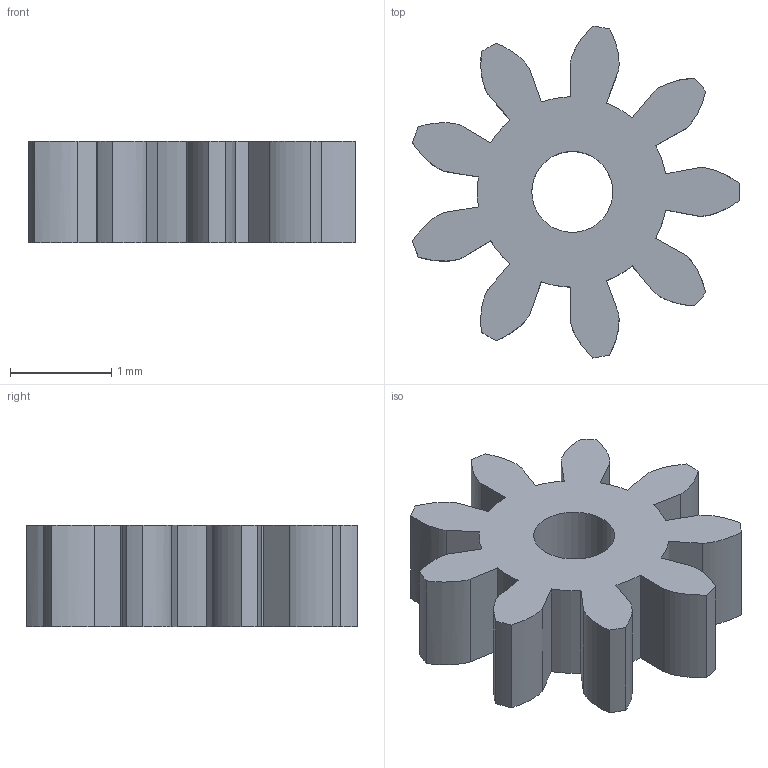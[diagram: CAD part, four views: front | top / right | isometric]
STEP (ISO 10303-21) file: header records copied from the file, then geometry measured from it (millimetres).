
FILE_DESCRIPTION(/* description */ (''),/* implementation_level */ '2;1');
FILE_NAME(/* name */ 'gear-pinion-9 v1.step',/* time_stamp */ '2017-11-27T22:15:46+09:00',/* author */ ('kerikun11'),/* organization */ (''),/* preprocessor_version */ 'ST-DEVELOPER v16.13',/* originating_system */ 'Autodesk Translation Framework v6.5.0.72',/* authorisation */ '');
FILE_SCHEMA (('AUTOMOTIVE_DESIGN { 1 0 10303 214 3 1 1 }'));
Length unit declared in the file: millimetre
Products named in the file (2): gear-pinion-9; Spur Gear (9 teeth)
Assembly tree (1 placements, depth 2):
  gear-pinion-9
    Spur Gear (9 teeth)
Bounding box: 3.23 x 3.28 x 1 mm (x, y, z)
Volume: 4.8 mm3; surface area: 30.2 mm2
Topology: 1 solids, 1 shells, 57 faces, 165 edges, 110 vertices
Faces by surface type: plane 20, cylinder 19, bspline 18
Full cylindrical faces by diameter (mm): 0.8 x1
Entity records: 7107 total; most frequent: CARTESIAN_POINT 5681, ORIENTED_EDGE 330, DIRECTION 251, EDGE_CURVE 165, VERTEX_POINT 110, LINE 91, VECTOR 91, AXIS2_PLACEMENT_3D 80
